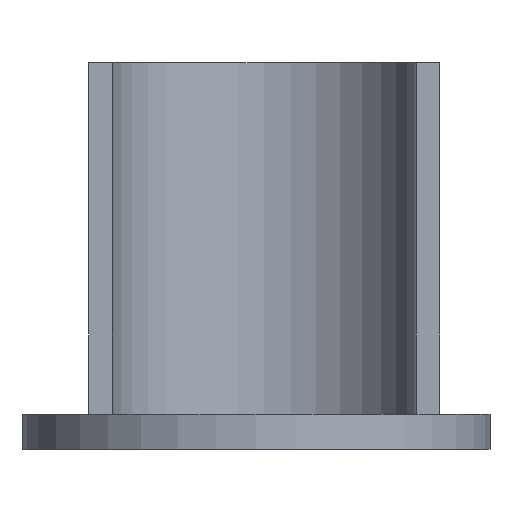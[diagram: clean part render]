
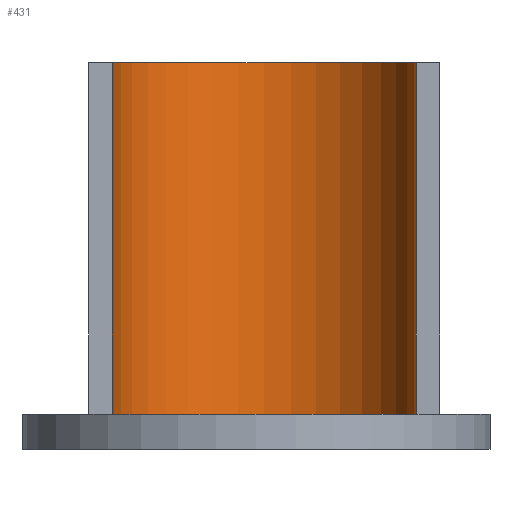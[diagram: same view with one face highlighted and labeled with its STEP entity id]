
A CAD part, left-side view. The second image highlights one B-rep face of the part: STEP entity #431.
In plain terms, the highlighted cylindrical face has radius 13 mm (diameter 26 mm), a partial arc.
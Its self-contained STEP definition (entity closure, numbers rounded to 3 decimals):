
#38=FACE_OUTER_BOUND('',#63,.T.);
#63=EDGE_LOOP('',(#301,#302,#303,#304));
#94=LINE('',#646,#139);
#95=LINE('',#649,#140);
#139=VECTOR('',#517,10.);
#140=VECTOR('',#520,10.);
#184=CIRCLE('',#471,13.);
#185=CIRCLE('',#472,13.);
#200=VERTEX_POINT('',#642);
#201=VERTEX_POINT('',#643);
#202=VERTEX_POINT('',#645);
#203=VERTEX_POINT('',#647);
#240=EDGE_CURVE('',#200,#201,#184,.T.);
#241=EDGE_CURVE('',#200,#202,#94,.T.);
#242=EDGE_CURVE('',#203,#202,#185,.T.);
#243=EDGE_CURVE('',#201,#203,#95,.T.);
#301=ORIENTED_EDGE('',*,*,#240,.F.);
#302=ORIENTED_EDGE('',*,*,#241,.T.);
#303=ORIENTED_EDGE('',*,*,#242,.F.);
#304=ORIENTED_EDGE('',*,*,#243,.F.);
#423=CYLINDRICAL_SURFACE('',#470,13.);
#431=ADVANCED_FACE('',(#38),#423,.F.);
#470=AXIS2_PLACEMENT_3D('',#641,#513,#514);
#471=AXIS2_PLACEMENT_3D('',#644,#515,#516);
#472=AXIS2_PLACEMENT_3D('',#648,#518,#519);
#513=DIRECTION('center_axis',(0.,0.,1.));
#514=DIRECTION('ref_axis',(0.,-1.,0.));
#515=DIRECTION('center_axis',(0.,0.,1.));
#516=DIRECTION('ref_axis',(0.,-1.,0.));
#517=DIRECTION('',(0.,0.,1.));
#518=DIRECTION('center_axis',(0.,0.,-1.));
#519=DIRECTION('ref_axis',(0.,-1.,0.));
#520=DIRECTION('',(0.,0.,1.));
#641=CARTESIAN_POINT('Origin',(0.,0.,3.));
#642=CARTESIAN_POINT('',(0.,-13.,3.));
#643=CARTESIAN_POINT('',(0.,13.,3.));
#644=CARTESIAN_POINT('Origin',(0.,0.,3.));
#645=CARTESIAN_POINT('',(0.,-13.,33.));
#646=CARTESIAN_POINT('',(0.,-13.,3.));
#647=CARTESIAN_POINT('',(0.,13.,33.));
#648=CARTESIAN_POINT('Origin',(0.,0.,33.));
#649=CARTESIAN_POINT('',(0.,13.,3.));
